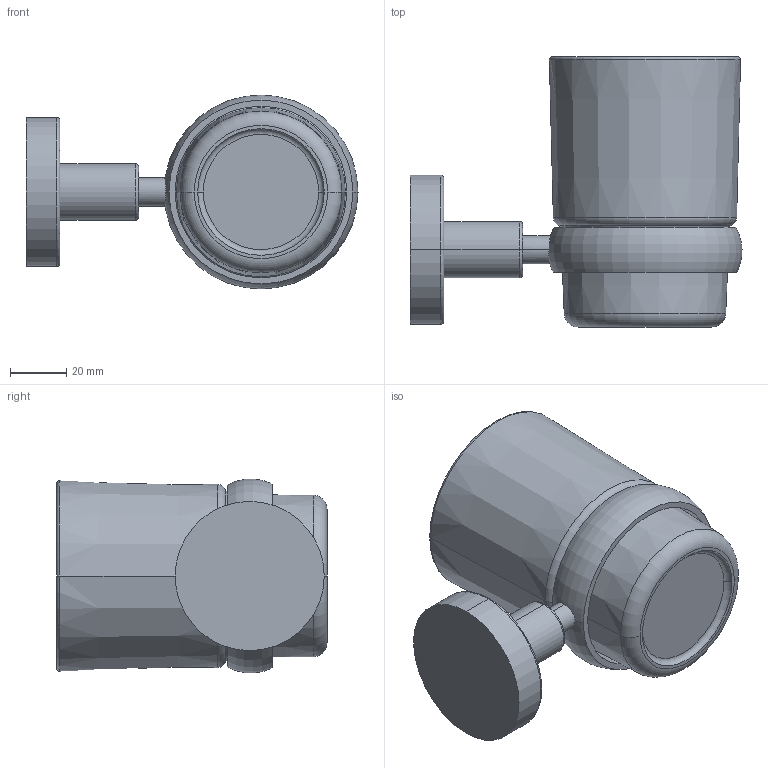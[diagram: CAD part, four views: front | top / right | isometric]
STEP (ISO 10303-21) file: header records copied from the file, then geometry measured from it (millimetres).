
FILE_DESCRIPTION((''),'2;1');
FILE_NAME('141_ASM','2019-02-17T',('MQ'),(''),'PRO/ENGINEER BY PARAMETRIC TECHNOLOGY CORPORATION, 2012130','PRO/ENGINEER BY PARAMETRIC TECHNOLOGY CORPORATION, 2012130','');
FILE_SCHEMA(('CONFIG_CONTROL_DESIGN'));
Length unit declared in the file: millimetre
Products named in the file (3): 131-01; 141-02; 141_ASM
Assembly tree (2 placements, depth 2):
  141_ASM
    131-01
    141-02
Bounding box: 117.98 x 96 x 68.93 mm (x, y, z)
Volume: 105272 mm3; surface area: 62313.2 mm2
Topology: 3 solids, 3 shells, 51 faces, 101 edges, 60 vertices
Faces by surface type: torus 22, plane 11, cylinder 10, cone 8
Entity records: 1456 total; most frequent: DIRECTION 288, CARTESIAN_POINT 253, ORIENTED_EDGE 202, AXIS2_PLACEMENT_3D 135, EDGE_CURVE 101, CIRCLE 79, VERTEX_POINT 60, EDGE_LOOP 57
